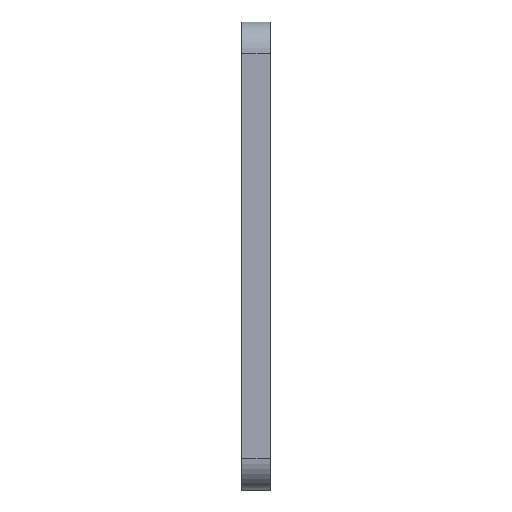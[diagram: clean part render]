
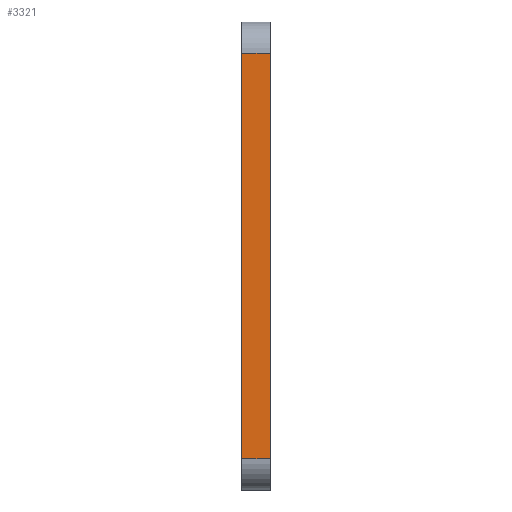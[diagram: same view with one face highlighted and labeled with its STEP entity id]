
A CAD part, left-side view. The second image highlights one B-rep face of the part: STEP entity #3321.
In plain terms, the highlighted planar face has unit normal (-1, 0, 0).
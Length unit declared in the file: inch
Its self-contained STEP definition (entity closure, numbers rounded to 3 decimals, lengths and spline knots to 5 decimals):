
#36 = ORIENTED_EDGE ( 'NONE', *, *, #798, .T. ) ;
#70 = DIRECTION ( 'NONE',  ( 0., 0., -1. ) ) ;
#101 = VECTOR ( 'NONE', #2082, 39.37008 ) ;
#141 = CARTESIAN_POINT ( 'NONE',  ( -1.5, 0., 0.65 ) ) ;
#210 = CARTESIAN_POINT ( 'NONE',  ( -1.5, 0.09, 0.65 ) ) ;
#283 = ORIENTED_EDGE ( 'NONE', *, *, #816, .T. ) ;
#384 = DIRECTION ( 'NONE',  ( 0., 0., 1. ) ) ;
#408 = EDGE_CURVE ( 'NONE', #2176, #2830, #2424, .T. ) ;
#483 = DIRECTION ( 'NONE',  ( 0., -1., 0. ) ) ;
#610 = CARTESIAN_POINT ( 'NONE',  ( -1.5, 0., -0.65 ) ) ;
#611 = PLANE ( 'NONE',  #2643 ) ;
#798 = EDGE_CURVE ( 'NONE', #2620, #2176, #2862, .T. ) ;
#816 = EDGE_CURVE ( 'NONE', #2830, #1080, #1534, .T. ) ;
#842 = ORIENTED_EDGE ( 'NONE', *, *, #408, .T. ) ;
#1065 = CARTESIAN_POINT ( 'NONE',  ( -1.5, 0., 0.75 ) ) ;
#1080 = VERTEX_POINT ( 'NONE', #1942 ) ;
#1186 = VECTOR ( 'NONE', #2651, 39.37008 ) ;
#1534 = LINE ( 'NONE', #210, #101 ) ;
#1649 = CARTESIAN_POINT ( 'NONE',  ( -1.5, 0.09, -0.65 ) ) ;
#1686 = DIRECTION ( 'NONE',  ( 1., 0., 0. ) ) ;
#1773 = VECTOR ( 'NONE', #384, 39.37008 ) ;
#1807 = CARTESIAN_POINT ( 'NONE',  ( -1.5, 0.09, -0.65 ) ) ;
#1942 = CARTESIAN_POINT ( 'NONE',  ( -1.5, 0.09, 0.65 ) ) ;
#2082 = DIRECTION ( 'NONE',  ( 0., 1., 0. ) ) ;
#2150 = VECTOR ( 'NONE', #483, 39.37008 ) ;
#2176 = VERTEX_POINT ( 'NONE', #610 ) ;
#2300 = LINE ( 'NONE', #2776, #1773 ) ;
#2424 = LINE ( 'NONE', #1065, #1186 ) ;
#2552 = FACE_OUTER_BOUND ( 'NONE', #3214, .T. ) ;
#2620 = VERTEX_POINT ( 'NONE', #1649 ) ;
#2643 = AXIS2_PLACEMENT_3D ( 'NONE', #3285, #1686, #70 ) ;
#2651 = DIRECTION ( 'NONE',  ( 0., 0., 1. ) ) ;
#2776 = CARTESIAN_POINT ( 'NONE',  ( -1.5, 0.09, 0.75 ) ) ;
#2830 = VERTEX_POINT ( 'NONE', #141 ) ;
#2845 = ORIENTED_EDGE ( 'NONE', *, *, #3439, .F. ) ;
#2862 = LINE ( 'NONE', #1807, #2150 ) ;
#3214 = EDGE_LOOP ( 'NONE', ( #842, #283, #2845, #36 ) ) ;
#3285 = CARTESIAN_POINT ( 'NONE',  ( -1.5, 0.09, 0.75 ) ) ;
#3321 = ADVANCED_FACE ( 'NONE', ( #2552 ), #611, .F. ) ;
#3439 = EDGE_CURVE ( 'NONE', #2620, #1080, #2300, .T. ) ;
